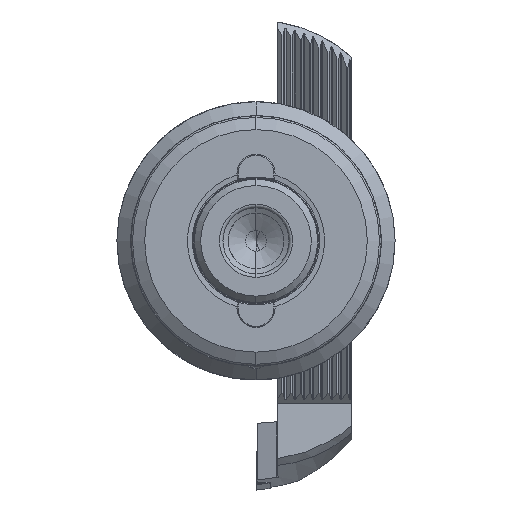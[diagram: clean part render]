
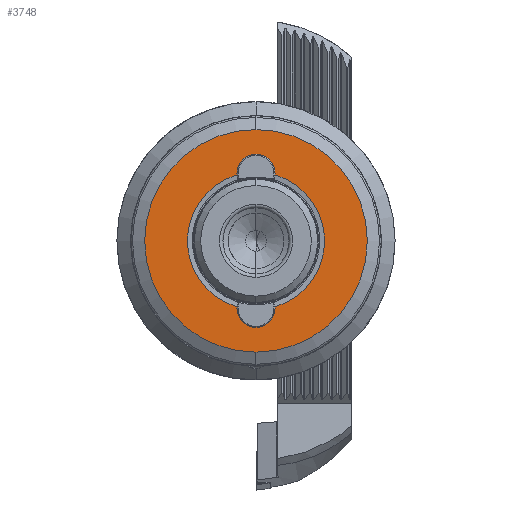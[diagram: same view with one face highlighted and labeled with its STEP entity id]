
A CAD part, left-side view. The second image highlights one B-rep face of the part: STEP entity #3748.
In plain terms, the highlighted planar face has unit normal (-1, 0, 0).
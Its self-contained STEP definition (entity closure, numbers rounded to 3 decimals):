
#964 = AXIS2_PLACEMENT_3D ( 'NONE', #49199, #17828, #54387 ) ;
#991 = EDGE_CURVE ( 'NONE', #28299, #52348, #35349, .T. ) ;
#2193 = PLANE ( 'NONE',  #32724 ) ;
#2399 = CIRCLE ( 'NONE', #34477, 3. ) ;
#2483 = CIRCLE ( 'NONE', #58229, 3. ) ;
#3214 = CIRCLE ( 'NONE', #51861, 19.715 ) ;
#3748 = ADVANCED_FACE ( 'NONE', ( #16419, #14770 ), #2193, .F. ) ;
#4588 = CARTESIAN_POINT ( 'NONE',  ( 0., 0., 0. ) ) ;
#6057 = ORIENTED_EDGE ( 'NONE', *, *, #991, .T. ) ;
#8921 = CARTESIAN_POINT ( 'NONE',  ( 0., 0., -32. ) ) ;
#10043 = ORIENTED_EDGE ( 'NONE', *, *, #54404, .F. ) ;
#10765 = DIRECTION ( 'NONE',  ( -1., 0., 0. ) ) ;
#12126 = DIRECTION ( 'NONE',  ( 1., 0., 0. ) ) ;
#12393 = CARTESIAN_POINT ( 'NONE',  ( 0., 0., -21.5 ) ) ;
#13181 = AXIS2_PLACEMENT_3D ( 'NONE', #4588, #33757, #31786 ) ;
#14536 = CARTESIAN_POINT ( 'NONE',  ( 0., 0., -21.5 ) ) ;
#14770 = FACE_OUTER_BOUND ( 'NONE', #20873, .T. ) ;
#16419 = FACE_BOUND ( 'NONE', #34387, .T. ) ;
#17697 = DIRECTION ( 'NONE',  ( 0., 0., 1. ) ) ;
#17828 = DIRECTION ( 'NONE',  ( -1., 0., 0. ) ) ;
#19887 = DIRECTION ( 'NONE',  ( 0., 0., 1. ) ) ;
#20329 = EDGE_CURVE ( 'NONE', #22086, #34695, #2399, .T. ) ;
#20617 = DIRECTION ( 'NONE',  ( 0., 0., -1. ) ) ;
#20689 = CIRCLE ( 'NONE', #964, 19.715 ) ;
#20728 = DIRECTION ( 'NONE',  ( -1., 0., 0. ) ) ;
#20873 = EDGE_LOOP ( 'NONE', ( #6057, #57935 ) ) ;
#21199 = VERTEX_POINT ( 'NONE', #43273 ) ;
#22086 = VERTEX_POINT ( 'NONE', #60331 ) ;
#28299 = VERTEX_POINT ( 'NONE', #8921 ) ;
#28391 = ORIENTED_EDGE ( 'NONE', *, *, #20329, .F. ) ;
#28713 = DIRECTION ( 'NONE',  ( -1., 0., 0. ) ) ;
#29413 = ORIENTED_EDGE ( 'NONE', *, *, #63373, .F. ) ;
#29531 = EDGE_CURVE ( 'NONE', #61734, #53443, #20689, .T. ) ;
#30387 = CARTESIAN_POINT ( 'NONE',  ( 0., 0., 0. ) ) ;
#31453 = CARTESIAN_POINT ( 'NONE',  ( 0., 0., 32. ) ) ;
#31786 = DIRECTION ( 'NONE',  ( 0., 0., 1. ) ) ;
#32724 = AXIS2_PLACEMENT_3D ( 'NONE', #39650, #12126, #20617 ) ;
#32788 = AXIS2_PLACEMENT_3D ( 'NONE', #14536, #51172, #19887 ) ;
#33482 = CARTESIAN_POINT ( 'NONE',  ( 0., -2.305, -19.58 ) ) ;
#33539 = CIRCLE ( 'NONE', #40957, 3. ) ;
#33757 = DIRECTION ( 'NONE',  ( -1., 0., 0. ) ) ;
#34387 = EDGE_LOOP ( 'NONE', ( #41306, #28391, #40406, #42785, #10043, #29413 ) ) ;
#34477 = AXIS2_PLACEMENT_3D ( 'NONE', #52001, #20728, #57213 ) ;
#34695 = VERTEX_POINT ( 'NONE', #39151 ) ;
#35349 = CIRCLE ( 'NONE', #13181, 32. ) ;
#35736 = DIRECTION ( 'NONE',  ( 0., 0., 1. ) ) ;
#37630 = EDGE_CURVE ( 'NONE', #53443, #22086, #33539, .T. ) ;
#39151 = CARTESIAN_POINT ( 'NONE',  ( 0., 2.305, 19.58 ) ) ;
#39650 = CARTESIAN_POINT ( 'NONE',  ( 0., 0., -19.715 ) ) ;
#40406 = ORIENTED_EDGE ( 'NONE', *, *, #37630, .F. ) ;
#40437 = EDGE_CURVE ( 'NONE', #52348, #28299, #66448, .T. ) ;
#40957 = AXIS2_PLACEMENT_3D ( 'NONE', #59990, #28713, #65177 ) ;
#41306 = ORIENTED_EDGE ( 'NONE', *, *, #58746, .F. ) ;
#42256 = CARTESIAN_POINT ( 'NONE',  ( 0., 0., 0. ) ) ;
#42785 = ORIENTED_EDGE ( 'NONE', *, *, #29531, .F. ) ;
#43273 = CARTESIAN_POINT ( 'NONE',  ( 0., 0., -24.5 ) ) ;
#47480 = DIRECTION ( 'NONE',  ( 0., 0., 1. ) ) ;
#49069 = DIRECTION ( 'NONE',  ( -1., 0., 0. ) ) ;
#49199 = CARTESIAN_POINT ( 'NONE',  ( 0., 0., 0. ) ) ;
#49936 = VERTEX_POINT ( 'NONE', #60912 ) ;
#51172 = DIRECTION ( 'NONE',  ( -1., 0., 0. ) ) ;
#51785 = CIRCLE ( 'NONE', #32788, 3. ) ;
#51861 = AXIS2_PLACEMENT_3D ( 'NONE', #42256, #10765, #47480 ) ;
#52001 = CARTESIAN_POINT ( 'NONE',  ( 0., 0., 21.5 ) ) ;
#52348 = VERTEX_POINT ( 'NONE', #31453 ) ;
#53443 = VERTEX_POINT ( 'NONE', #62861 ) ;
#54387 = DIRECTION ( 'NONE',  ( 0., 0., 1. ) ) ;
#54404 = EDGE_CURVE ( 'NONE', #21199, #61734, #51785, .T. ) ;
#57213 = DIRECTION ( 'NONE',  ( 0., 0., 1. ) ) ;
#57935 = ORIENTED_EDGE ( 'NONE', *, *, #40437, .T. ) ;
#58229 = AXIS2_PLACEMENT_3D ( 'NONE', #12393, #49069, #17697 ) ;
#58746 = EDGE_CURVE ( 'NONE', #34695, #49936, #3214, .T. ) ;
#59990 = CARTESIAN_POINT ( 'NONE',  ( 0., 0., 21.5 ) ) ;
#60331 = CARTESIAN_POINT ( 'NONE',  ( 0., 0., 24.5 ) ) ;
#60912 = CARTESIAN_POINT ( 'NONE',  ( 0., 2.305, -19.58 ) ) ;
#61734 = VERTEX_POINT ( 'NONE', #33482 ) ;
#62861 = CARTESIAN_POINT ( 'NONE',  ( 0., -2.305, 19.58 ) ) ;
#63373 = EDGE_CURVE ( 'NONE', #49936, #21199, #2483, .T. ) ;
#65177 = DIRECTION ( 'NONE',  ( 0., 0., 1. ) ) ;
#66448 = CIRCLE ( 'NONE', #67189, 32. ) ;
#66832 = DIRECTION ( 'NONE',  ( -1., 0., 0. ) ) ;
#67189 = AXIS2_PLACEMENT_3D ( 'NONE', #30387, #66832, #35736 ) ;
